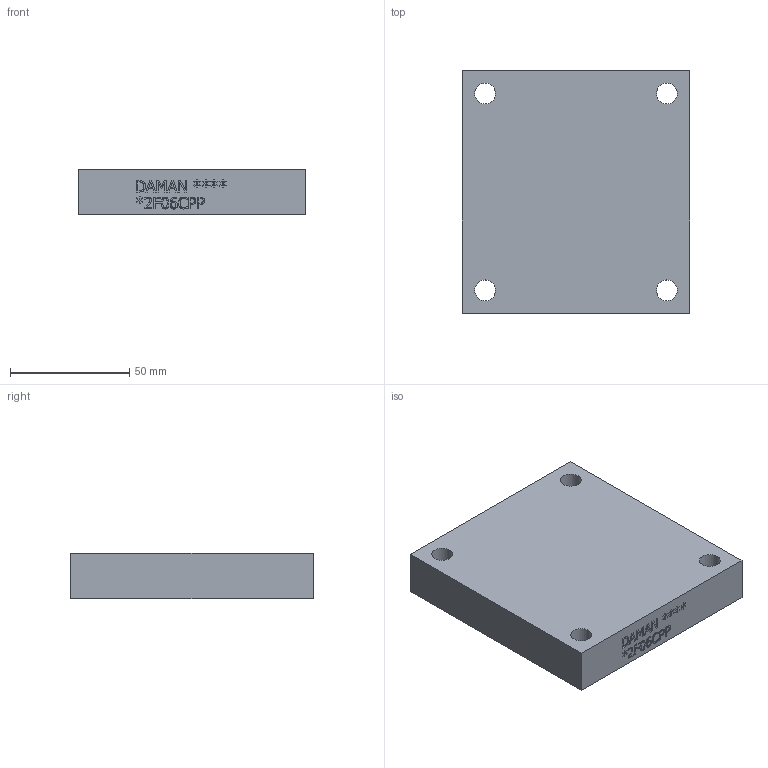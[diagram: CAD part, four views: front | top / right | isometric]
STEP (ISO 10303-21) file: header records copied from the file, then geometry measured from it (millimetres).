
FILE_DESCRIPTION(/* description */ (''),/* implementation_level */ '2;1');
FILE_NAME(/* name */ '_2F06CPP.stp',/* time_stamp */ '2021-12-08T08:54:03-05:00',/* author */ ('jrf'),/* organization */ (''),/* preprocessor_version */ 'ST-DEVELOPER v18',/* originating_system */ 'Autodesk Inventor 2020',/* authorisation */ '');
FILE_SCHEMA (('AUTOMOTIVE_DESIGN { 1 0 10303 214 3 1 1 }'));
Length unit declared in the file: millimetre
Products named in the file (1): Part_A2F06CPP.B00195R3_3D
Bounding box: 95.25 x 101.6 x 19.05 mm (x, y, z)
Volume: 178493.6 mm3; surface area: 28824.7 mm2
Topology: 1 solids, 1 shells, 301 faces, 828 edges, 555 vertices
Faces by surface type: plane 211, bspline 82, cylinder 7, cone 1
Full cylindrical faces by diameter (mm): 6.35 x1, 8.738 x4, 22.225 x2
Entity records: 10223 total; most frequent: CARTESIAN_POINT 2750, ORIENTED_EDGE 1654, DIRECTION 1127, EDGE_CURVE 827, LINE 639, VECTOR 639, VERTEX_POINT 555, EDGE_LOOP 336
